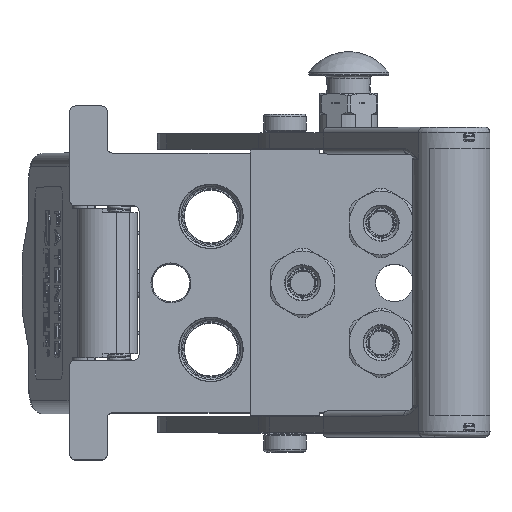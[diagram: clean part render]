
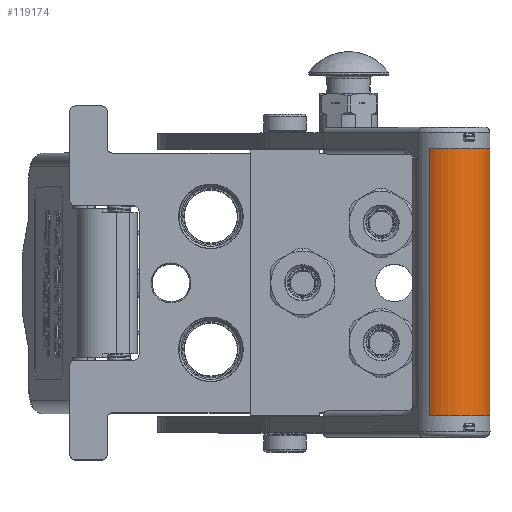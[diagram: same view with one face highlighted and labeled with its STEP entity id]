
A CAD part, top view. The second image highlights one B-rep face of the part: STEP entity #119174.
In plain terms, the highlighted cylindrical face has radius 14.5 mm (diameter 29 mm), a partial arc.
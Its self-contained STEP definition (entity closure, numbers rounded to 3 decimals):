
#1182 = CARTESIAN_POINT ( 'NONE',  ( 50.5, 0., 14.5 ) ) ;
#1576 = LINE ( 'NONE', #56966, #32791 ) ;
#2832 = DIRECTION ( 'NONE',  ( 0., -0.522, -0.853 ) ) ;
#8202 = DIRECTION ( 'NONE',  ( -1., 0., 0. ) ) ;
#11258 = DIRECTION ( 'NONE',  ( 1., 0., 0. ) ) ;
#13784 = VERTEX_POINT ( 'NONE', #18411 ) ;
#13825 = DIRECTION ( 'NONE',  ( 0., 0., -1. ) ) ;
#13832 = ORIENTED_EDGE ( 'NONE', *, *, #99686, .T. ) ;
#15179 = AXIS2_PLACEMENT_3D ( 'NONE', #97539, #40244, #59730 ) ;
#18411 = CARTESIAN_POINT ( 'NONE',  ( -46., -7.576, -12.363 ) ) ;
#21740 = VERTEX_POINT ( 'NONE', #112931 ) ;
#22638 = CARTESIAN_POINT ( 'NONE',  ( 50.5, -7.576, -12.363 ) ) ;
#23405 = LINE ( 'NONE', #57245, #45686 ) ;
#24819 = CIRCLE ( 'NONE', #93788, 14.5 ) ;
#25954 = CYLINDRICAL_SURFACE ( 'NONE', #15179, 14.5 ) ;
#27801 = DIRECTION ( 'NONE',  ( 1., 0., 0. ) ) ;
#32309 = DIRECTION ( 'NONE',  ( 1., 0., 0. ) ) ;
#32713 = CARTESIAN_POINT ( 'NONE',  ( -46., 0., 0. ) ) ;
#32791 = VECTOR ( 'NONE', #11258, 1000. ) ;
#36025 = DIRECTION ( 'NONE',  ( -1., 0., 0. ) ) ;
#36060 = ORIENTED_EDGE ( 'NONE', *, *, #116806, .T. ) ;
#37639 = VERTEX_POINT ( 'NONE', #22638 ) ;
#40244 = DIRECTION ( 'NONE',  ( -1., 0., 0. ) ) ;
#40456 = DIRECTION ( 'NONE',  ( 1., 0., 0. ) ) ;
#40856 = DIRECTION ( 'NONE',  ( 0., 0., 1. ) ) ;
#42919 = DIRECTION ( 'NONE',  ( 1., 0., 0. ) ) ;
#43017 = ORIENTED_EDGE ( 'NONE', *, *, #69105, .T. ) ;
#43751 = ORIENTED_EDGE ( 'NONE', *, *, #66322, .T. ) ;
#45686 = VECTOR ( 'NONE', #27801, 1000. ) ;
#54219 = VERTEX_POINT ( 'NONE', #93974 ) ;
#56966 = CARTESIAN_POINT ( 'NONE',  ( -46., 0., -14.5 ) ) ;
#56985 = CIRCLE ( 'NONE', #80493, 14.5 ) ;
#57245 = CARTESIAN_POINT ( 'NONE',  ( 46.5, -7.576, -12.363 ) ) ;
#59275 = VERTEX_POINT ( 'NONE', #70263 ) ;
#59526 = CARTESIAN_POINT ( 'NONE',  ( -50., 0., 0. ) ) ;
#59730 = DIRECTION ( 'NONE',  ( 0., 0., -1. ) ) ;
#61813 = EDGE_CURVE ( 'NONE', #54219, #21740, #1576, .T. ) ;
#65145 = VERTEX_POINT ( 'NONE', #91287 ) ;
#65411 = VERTEX_POINT ( 'NONE', #123261 ) ;
#66322 = EDGE_CURVE ( 'NONE', #21740, #65145, #116839, .T. ) ;
#68593 = EDGE_CURVE ( 'NONE', #13784, #54219, #122481, .T. ) ;
#69105 = EDGE_CURVE ( 'NONE', #65411, #59275, #56985, .T. ) ;
#69653 = DIRECTION ( 'NONE',  ( 1., 0., 0. ) ) ;
#70134 = AXIS2_PLACEMENT_3D ( 'NONE', #32713, #32309, #2832 ) ;
#70263 = CARTESIAN_POINT ( 'NONE',  ( -50., -7.576, -12.363 ) ) ;
#72440 = ORIENTED_EDGE ( 'NONE', *, *, #117126, .T. ) ;
#74686 = DIRECTION ( 'NONE',  ( 0., 0., -1. ) ) ;
#74706 = CARTESIAN_POINT ( 'NONE',  ( 46.5, -7.576, -12.363 ) ) ;
#80493 = AXIS2_PLACEMENT_3D ( 'NONE', #59526, #40456, #40856 ) ;
#91287 = CARTESIAN_POINT ( 'NONE',  ( 46.5, -7.111, -12.636 ) ) ;
#91880 = CARTESIAN_POINT ( 'NONE',  ( -50., 0., 14.5 ) ) ;
#91907 = CIRCLE ( 'NONE', #107377, 14.5 ) ;
#93479 = ORIENTED_EDGE ( 'NONE', *, *, #122368, .F. ) ;
#93788 = AXIS2_PLACEMENT_3D ( 'NONE', #95000, #8202, #74686 ) ;
#93974 = CARTESIAN_POINT ( 'NONE',  ( -46., 0., -14.5 ) ) ;
#95000 = CARTESIAN_POINT ( 'NONE',  ( 46.5, 0., 0. ) ) ;
#97539 = CARTESIAN_POINT ( 'NONE',  ( -50., 0., 0. ) ) ;
#99686 = EDGE_CURVE ( 'NONE', #65145, #112664, #24819, .T. ) ;
#100257 = LINE ( 'NONE', #91880, #109085 ) ;
#103502 = LINE ( 'NONE', #118225, #108000 ) ;
#104254 = EDGE_LOOP ( 'NONE', ( #112227, #43751, #13832, #36060, #120807, #93479, #43017, #72440, #108888 ) ) ;
#105787 = AXIS2_PLACEMENT_3D ( 'NONE', #108519, #117678, #13825 ) ;
#107211 = VERTEX_POINT ( 'NONE', #1182 ) ;
#107377 = AXIS2_PLACEMENT_3D ( 'NONE', #121156, #36025, #111203 ) ;
#108000 = VECTOR ( 'NONE', #69653, 1000. ) ;
#108519 = CARTESIAN_POINT ( 'NONE',  ( 46.5, 0., 0. ) ) ;
#108553 = EDGE_CURVE ( 'NONE', #37639, #107211, #91907, .T. ) ;
#108888 = ORIENTED_EDGE ( 'NONE', *, *, #68593, .T. ) ;
#109085 = VECTOR ( 'NONE', #42919, 1000. ) ;
#111203 = DIRECTION ( 'NONE',  ( 0., -0.522, -0.853 ) ) ;
#112227 = ORIENTED_EDGE ( 'NONE', *, *, #61813, .T. ) ;
#112664 = VERTEX_POINT ( 'NONE', #74706 ) ;
#112931 = CARTESIAN_POINT ( 'NONE',  ( 46.5, 0., -14.5 ) ) ;
#116508 = FACE_OUTER_BOUND ( 'NONE', #104254, .T. ) ;
#116806 = EDGE_CURVE ( 'NONE', #112664, #37639, #23405, .T. ) ;
#116839 = CIRCLE ( 'NONE', #105787, 14.5 ) ;
#117126 = EDGE_CURVE ( 'NONE', #59275, #13784, #103502, .T. ) ;
#117678 = DIRECTION ( 'NONE',  ( -1., 0., 0. ) ) ;
#118225 = CARTESIAN_POINT ( 'NONE',  ( -50., -7.576, -12.363 ) ) ;
#119174 = ADVANCED_FACE ( 'NONE', ( #116508 ), #25954, .T. ) ;
#120807 = ORIENTED_EDGE ( 'NONE', *, *, #108553, .T. ) ;
#121156 = CARTESIAN_POINT ( 'NONE',  ( 50.5, 0., 0. ) ) ;
#122368 = EDGE_CURVE ( 'NONE', #65411, #107211, #100257, .T. ) ;
#122481 = CIRCLE ( 'NONE', #70134, 14.5 ) ;
#123261 = CARTESIAN_POINT ( 'NONE',  ( -50., 0., 14.5 ) ) ;
